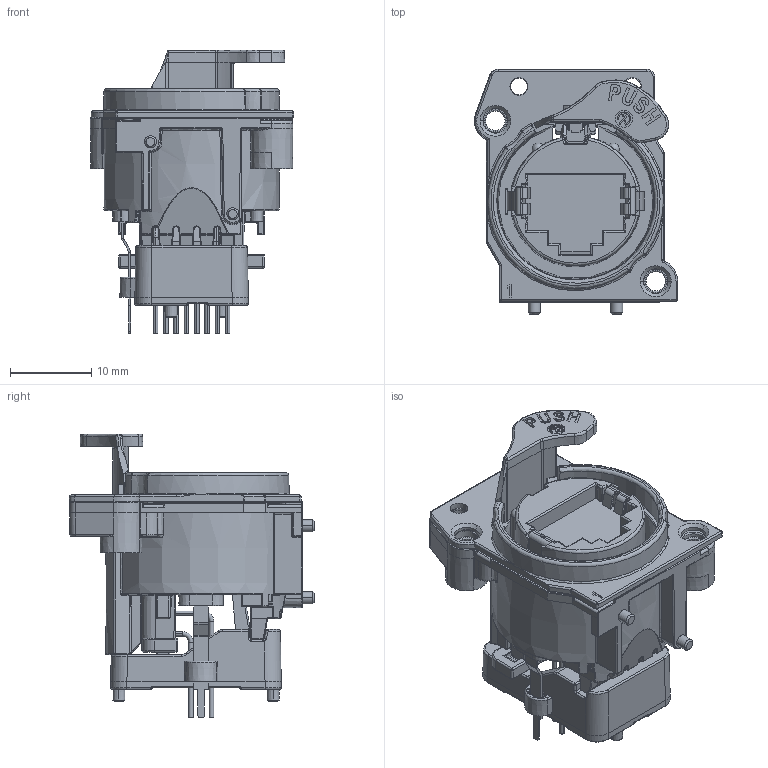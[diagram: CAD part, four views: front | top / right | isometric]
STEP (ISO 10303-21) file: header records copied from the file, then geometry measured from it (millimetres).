
FILE_DESCRIPTION((''),'2;1');
FILE_NAME('30010255','2023-02-06T09:42:18',('SYSTEM'),(''),'CREO PARAMETRIC BY PTC INC, 2021184','CREO PARAMETRIC BY PTC INC, 2021184','');
FILE_SCHEMA(('CONFIG_CONTROL_DESIGN'));
Products named in the file (1): 30010255
Bounding box: 25.1 x 30.25 x 35 mm (x, y, z)
Volume: 6618.3 mm3; surface area: 8316.9 mm2
Topology: 1 solids, 3 shells, 2579 faces, 6358 edges, 3769 vertices
Faces by surface type: cylinder 855, plane 791, bspline 353, torus 210, sphere 175, cone 144, extrusion 51
Entity records: 91943 total; most frequent: CARTESIAN_POINT 33683, ORIENTED_EDGE 12712, DIRECTION 11540, EDGE_CURVE 6356, AXIS2_PLACEMENT_3D 4307, VERTEX_POINT 3769, VECTOR 2926, LINE 2875
